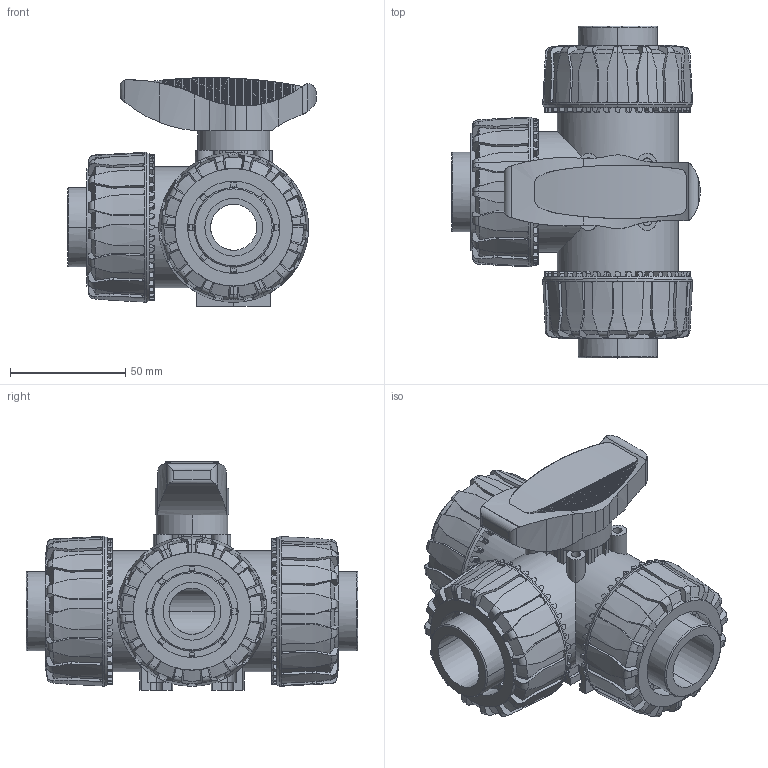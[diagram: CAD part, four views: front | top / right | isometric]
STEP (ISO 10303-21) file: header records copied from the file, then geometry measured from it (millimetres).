
FILE_DESCRIPTION(('STEP AP214'),'1');
FILE_NAME('tkdim025f.stp','2018-03-06T13:55:52',('TraceParts'),('TraceParts S.A.'),'Spatial InterOp 3D',' ',' ');
FILE_SCHEMA(('automotive_design'));
Length unit declared in the file: millimetre
Products named in the file (8): tkdim025f_1; tkdim025f_2; tkdim025f_3; tkdim025f_4; tkdim025f_5; tkdim025f_6; tkdim025f_7; tkdim025f_8
Bounding box: 107.82 x 144 x 99.23 mm (x, y, z)
Volume: 449706 mm3; surface area: 110773.4 mm2
Topology: 8 solids, 8 shells, 2383 faces, 6706 edges, 4354 vertices
Faces by surface type: plane 1189, cylinder 633, cone 474, torus 87
Entity records: 103441 total; most frequent: CARTESIAN_POINT 23280, ORIENTED_EDGE 13412, DIRECTION 12847, EDGE_CURVE 6706, AXIS2_PLACEMENT_3D 5198, VERTEX_POINT 4354, LINE 2451, VECTOR 2451
